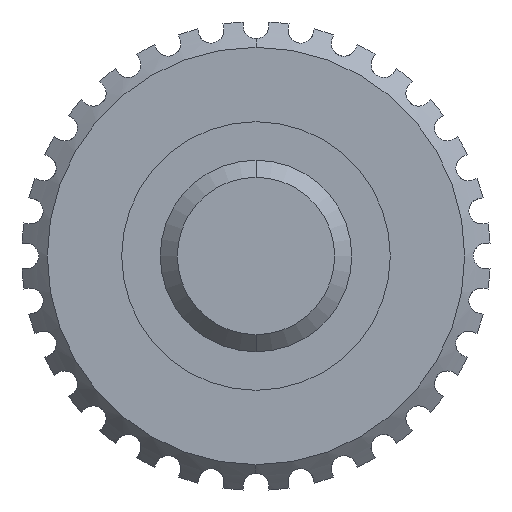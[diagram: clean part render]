
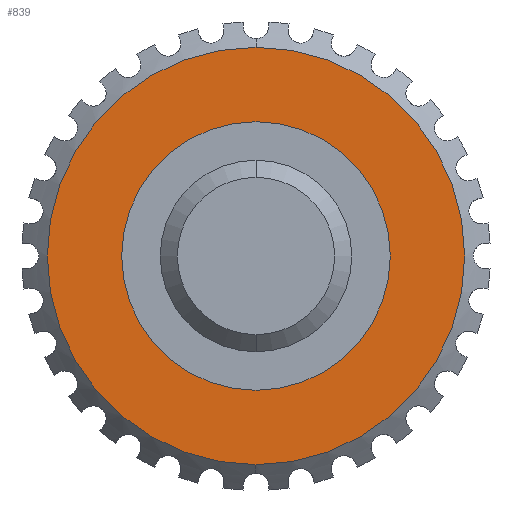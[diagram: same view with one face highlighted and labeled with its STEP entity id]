
A CAD part, front view. The second image highlights one B-rep face of the part: STEP entity #839.
In plain terms, the highlighted planar face has unit normal (0, -1, 0).
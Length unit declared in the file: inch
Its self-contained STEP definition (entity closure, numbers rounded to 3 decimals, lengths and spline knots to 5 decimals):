
#108 = VERTEX_POINT ( 'NONE', #2294 ) ;
#111 = EDGE_CURVE ( 'NONE', #117, #108, #2320, .T. ) ;
#117 = VERTEX_POINT ( 'NONE', #2368 ) ;
#316 = VERTEX_POINT ( 'NONE', #2791 ) ;
#317 = VERTEX_POINT ( 'NONE', #2859 ) ;
#496 = EDGE_CURVE ( 'NONE', #316, #317, #3114, .T. ) ;
#605 = EDGE_LOOP ( 'NONE', ( #803, #612 ) ) ;
#607 = EDGE_CURVE ( 'NONE', #317, #316, #3225, .T. ) ;
#611 = ORIENTED_EDGE ( 'NONE', *, *, #111, .F. ) ;
#612 = ORIENTED_EDGE ( 'NONE', *, *, #496, .T. ) ;
#678 = EDGE_CURVE ( 'NONE', #108, #117, #3528, .T. ) ;
#803 = ORIENTED_EDGE ( 'NONE', *, *, #607, .T. ) ;
#835 = ORIENTED_EDGE ( 'NONE', *, *, #678, .F. ) ;
#837 = EDGE_LOOP ( 'NONE', ( #835, #611 ) ) ;
#839 = ADVANCED_FACE ( 'NONE', ( #3747, #3782 ), #3781, .F. ) ;
#2294 = CARTESIAN_POINT ( 'NONE',  ( 0., 0., 0.0785 ) ) ;
#2319 = DIRECTION ( 'NONE',  ( 0., -1., 0. ) ) ;
#2320 = CIRCLE ( 'NONE', #2350, 0.0785 ) ;
#2331 = CARTESIAN_POINT ( 'NONE',  ( 0., 0., 0. ) ) ;
#2349 = DIRECTION ( 'NONE',  ( 0., 0., 1. ) ) ;
#2350 = AXIS2_PLACEMENT_3D ( 'NONE', #2331, #2319, #2349 ) ;
#2368 = CARTESIAN_POINT ( 'NONE',  ( 0., 0., -0.0785 ) ) ;
#2791 = CARTESIAN_POINT ( 'NONE',  ( 0., 0., -0.122 ) ) ;
#2859 = CARTESIAN_POINT ( 'NONE',  ( 0., 0., 0.122 ) ) ;
#3085 = CARTESIAN_POINT ( 'NONE',  ( 0., 0., 0. ) ) ;
#3096 = DIRECTION ( 'NONE',  ( 0., 0., 1. ) ) ;
#3114 = CIRCLE ( 'NONE', #3216, 0.122 ) ;
#3191 = DIRECTION ( 'NONE',  ( 0., -1., 0. ) ) ;
#3216 = AXIS2_PLACEMENT_3D ( 'NONE', #3085, #3191, #3096 ) ;
#3221 = DIRECTION ( 'NONE',  ( 0., 0., 1. ) ) ;
#3222 = DIRECTION ( 'NONE',  ( 0., -1., 0. ) ) ;
#3225 = CIRCLE ( 'NONE', #3227, 0.122 ) ;
#3227 = AXIS2_PLACEMENT_3D ( 'NONE', #3242, #3222, #3221 ) ;
#3242 = CARTESIAN_POINT ( 'NONE',  ( 0., 0., 0. ) ) ;
#3469 = CARTESIAN_POINT ( 'NONE',  ( 0., 0., 0. ) ) ;
#3528 = CIRCLE ( 'NONE', #3548, 0.0785 ) ;
#3546 = DIRECTION ( 'NONE',  ( 0., 0., 1. ) ) ;
#3547 = DIRECTION ( 'NONE',  ( 0., -1., 0. ) ) ;
#3548 = AXIS2_PLACEMENT_3D ( 'NONE', #3469, #3547, #3546 ) ;
#3747 = FACE_OUTER_BOUND ( 'NONE', #605, .T. ) ;
#3776 = DIRECTION ( 'NONE',  ( 0., 0., 1. ) ) ;
#3777 = DIRECTION ( 'NONE',  ( 0., 1., 0. ) ) ;
#3778 = AXIS2_PLACEMENT_3D ( 'NONE', #3789, #3777, #3776 ) ;
#3781 = PLANE ( 'NONE',  #3778 ) ;
#3782 = FACE_BOUND ( 'NONE', #837, .T. ) ;
#3789 = CARTESIAN_POINT ( 'NONE',  ( 0., 0., 0. ) ) ;
